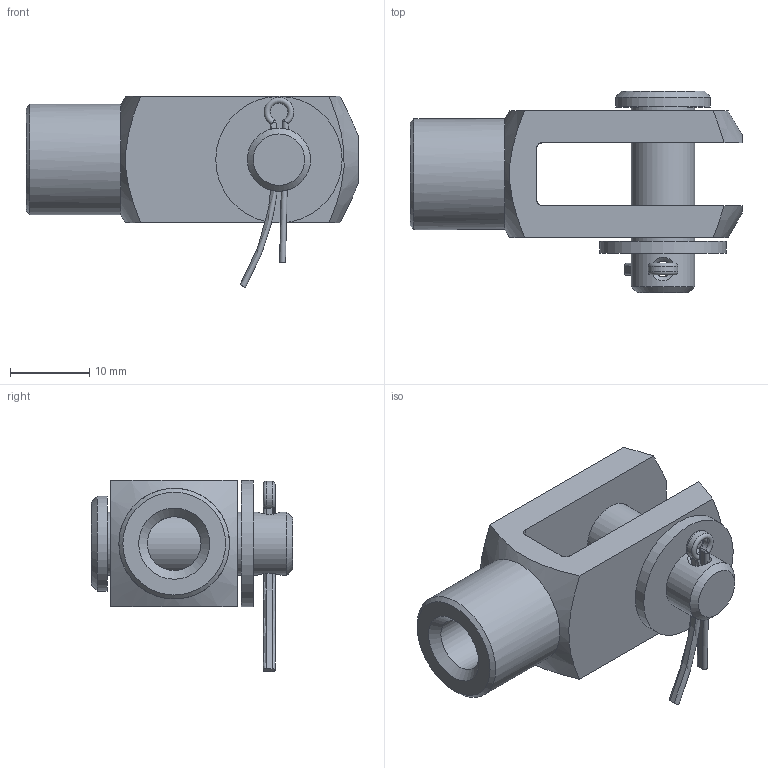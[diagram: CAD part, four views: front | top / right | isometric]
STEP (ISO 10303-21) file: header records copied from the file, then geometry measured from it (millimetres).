
FILE_DESCRIPTION(/* description */ (''),/* implementation_level */ '2;1');
FILE_NAME(/* name */ 'M8 RVS 304 gaffel met borgclip.stp',/* time_stamp */ '2018-11-28T10:26:39+01:00',/* author */ ('Johannes'),/* organization */ (''),/* preprocessor_version */ 'ST-DEVELOPER v15.6',/* originating_system */ 'Autodesk Inventor 2015',/* authorisation */ '');
FILE_SCHEMA (('AUTOMOTIVE_DESIGN { 1 0 10303 214 3 1 1 }'));
Length unit declared in the file: millimetre
Products named in the file (1): M8 RVS 304 gaffel met borgclip
Bounding box: 42 x 25.5 x 24.19 mm (x, y, z)
Volume: 6545.6 mm3; surface area: 4902.7 mm2
Topology: 4 solids, 4 shells, 60 faces, 136 edges, 84 vertices
Faces by surface type: cylinder 19, plane 18, cone 9, bspline 6, sphere 4, torus 4
Full cylindrical faces by diameter (mm): 2 x1, 6.8 x1, 8 x2, 8.1 x2, 12 x1, 14 x1, 16 x1
Entity records: 2155 total; most frequent: CARTESIAN_POINT 884, DIRECTION 260, ORIENTED_EDGE 234, EDGE_CURVE 117, AXIS2_PLACEMENT_3D 116, EDGE_LOOP 86, VERTEX_POINT 81, FACE_OUTER_BOUND 60
